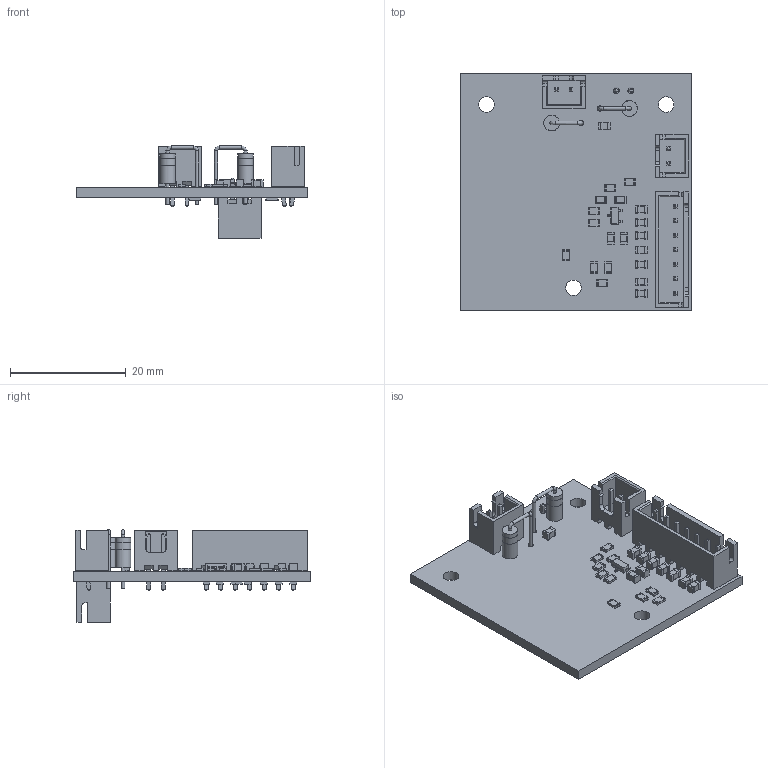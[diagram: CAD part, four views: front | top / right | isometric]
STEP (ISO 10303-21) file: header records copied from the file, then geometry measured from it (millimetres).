
FILE_DESCRIPTION(('KiCad electronic assembly'),'2;1');
FILE_NAME('PowerBackup.step','2022-02-16T21:10:37',('Pcbnew'),('Kicad'), 'Open CASCADE STEP processor 7.5','KiCad to STEP converter','Unknown' );
FILE_SCHEMA(('AUTOMOTIVE_DESIGN { 1 0 10303 214 1 1 1 1 }'));
Length unit declared in the file: millimetre
Products named in the file (14): PowerBackup 1; D_A-405_P5.08mm_Vertical_KathodeUp; SOLID; C_0805_2012Metric; SOT-23; R_0805_2012Metric; JST_XH_B2B-XH-A_1x02_P2.50mm_Vertical; JST_XH_B7B-XH-A_1x07_P2.50mm_Vertical; _autosave-PowerBackup PCB
Assembly tree (42 placements, depth 3):
  PowerBackup 1
    D_A-405_P5.08mm_Vertical_KathodeUp  x2
      SOLID
    C_0805_2012Metric  x10
      SOLID
    SOT-23
      SOLID
    R_0805_2012Metric  x18
      SOLID
    JST_XH_B2B-XH-A_1x02_P2.50mm_Vertical  x3
      SOLID
    JST_XH_B7B-XH-A_1x07_P2.50mm_Vertical
      SOLID
    _autosave-PowerBackup PCB
Bounding box: 40 x 41 x 15.97 mm (x, y, z)
Volume: 3823.8 mm3; surface area: 6281.7 mm2
Topology: 36 solids, 36 shells, 1360 faces, 3500 edges, 2266 vertices
Faces by surface type: bspline 1334, cylinder 20, plane 6
Full cylindrical faces by diameter (mm): 0.9 x4, 0.95 x7, 1 x6, 2.7 x3
Entity records: 30400 total; most frequent: CARTESIAN_POINT 10665, B_SPLINE_CURVE_WITH_KNOTS 3183, ORIENTED_EDGE 2390, PCURVE 2390, DEFINITIONAL_REPRESENTATION 2390, EDGE_CURVE 1195, SURFACE_CURVE 1166, VERTEX_POINT 760
